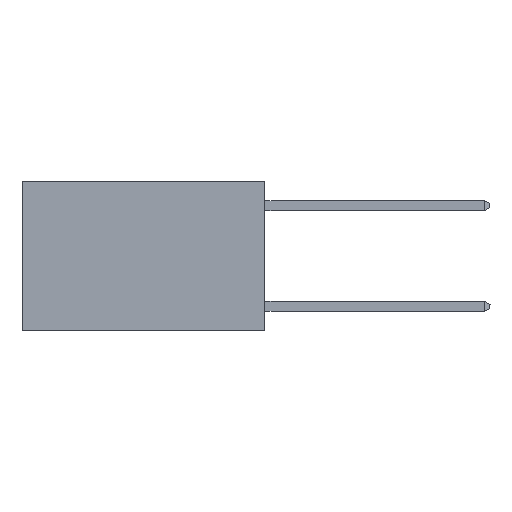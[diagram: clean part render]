
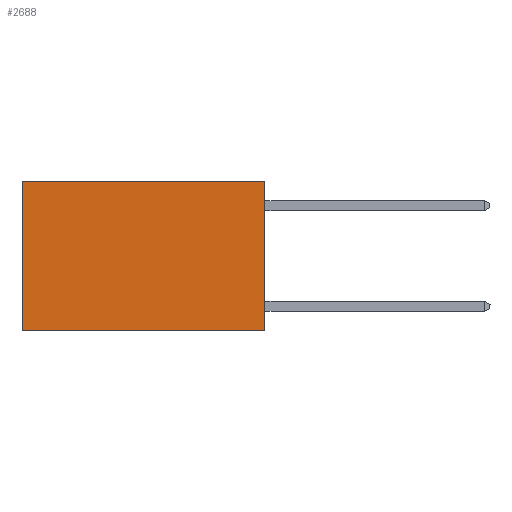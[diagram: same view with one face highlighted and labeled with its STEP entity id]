
A CAD part, left-side view. The second image highlights one B-rep face of the part: STEP entity #2688.
In plain terms, the highlighted planar face has unit normal (-1, 0, 0).
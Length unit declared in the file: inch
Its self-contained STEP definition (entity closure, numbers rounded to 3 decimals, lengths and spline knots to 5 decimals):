
#111 = DIRECTION ( 'NONE',  ( 0., 1., 0. ) ) ;
#859 = CARTESIAN_POINT ( 'NONE',  ( 0.2625, 0., 0. ) ) ;
#1136 = CARTESIAN_POINT ( 'NONE',  ( 0.2625, 0.6, -0.37 ) ) ;
#1549 = ORIENTED_EDGE ( 'NONE', *, *, #22205, .T. ) ;
#1645 = VERTEX_POINT ( 'NONE', #25864 ) ;
#1948 = LINE ( 'NONE', #6583, #9705 ) ;
#2688 = ADVANCED_FACE ( 'NONE', ( #24498 ), #20213, .F. ) ;
#4083 = VECTOR ( 'NONE', #8219, 39.37008 ) ;
#5597 = EDGE_CURVE ( 'NONE', #9488, #20536, #16358, .T. ) ;
#5730 = VERTEX_POINT ( 'NONE', #1136 ) ;
#6487 = AXIS2_PLACEMENT_3D ( 'NONE', #14529, #21210, #8853 ) ;
#6583 = CARTESIAN_POINT ( 'NONE',  ( 0.2625, 0., -0.37 ) ) ;
#7632 = ORIENTED_EDGE ( 'NONE', *, *, #5597, .T. ) ;
#8219 = DIRECTION ( 'NONE',  ( 0., 0., -1. ) ) ;
#8451 = LINE ( 'NONE', #17852, #4083 ) ;
#8803 = CARTESIAN_POINT ( 'NONE',  ( 0.2625, 0.6, 0. ) ) ;
#8853 = DIRECTION ( 'NONE',  ( 0., 0., -1. ) ) ;
#9488 = VERTEX_POINT ( 'NONE', #21932 ) ;
#9705 = VECTOR ( 'NONE', #111, 39.37008 ) ;
#11150 = DIRECTION ( 'NONE',  ( 0., 0., -1. ) ) ;
#11629 = VECTOR ( 'NONE', #11150, 39.37008 ) ;
#14529 = CARTESIAN_POINT ( 'NONE',  ( 0.2625, 0., 0. ) ) ;
#15764 = DIRECTION ( 'NONE',  ( 0., 1., 0. ) ) ;
#16358 = LINE ( 'NONE', #859, #18015 ) ;
#17418 = ORIENTED_EDGE ( 'NONE', *, *, #24690, .F. ) ;
#17852 = CARTESIAN_POINT ( 'NONE',  ( 0.2625, 0., 0. ) ) ;
#18015 = VECTOR ( 'NONE', #15764, 39.37008 ) ;
#18941 = LINE ( 'NONE', #8803, #11629 ) ;
#19834 = EDGE_CURVE ( 'NONE', #1645, #5730, #1948, .T. ) ;
#20213 = PLANE ( 'NONE',  #6487 ) ;
#20536 = VERTEX_POINT ( 'NONE', #21303 ) ;
#21210 = DIRECTION ( 'NONE',  ( 1., 0., 0. ) ) ;
#21303 = CARTESIAN_POINT ( 'NONE',  ( 0.2625, 0.6, 0. ) ) ;
#21914 = ORIENTED_EDGE ( 'NONE', *, *, #19834, .F. ) ;
#21932 = CARTESIAN_POINT ( 'NONE',  ( 0.2625, 0., 0. ) ) ;
#22205 = EDGE_CURVE ( 'NONE', #20536, #5730, #18941, .T. ) ;
#24498 = FACE_OUTER_BOUND ( 'NONE', #26518, .T. ) ;
#24690 = EDGE_CURVE ( 'NONE', #9488, #1645, #8451, .T. ) ;
#25864 = CARTESIAN_POINT ( 'NONE',  ( 0.2625, 0., -0.37 ) ) ;
#26518 = EDGE_LOOP ( 'NONE', ( #1549, #21914, #17418, #7632 ) ) ;
